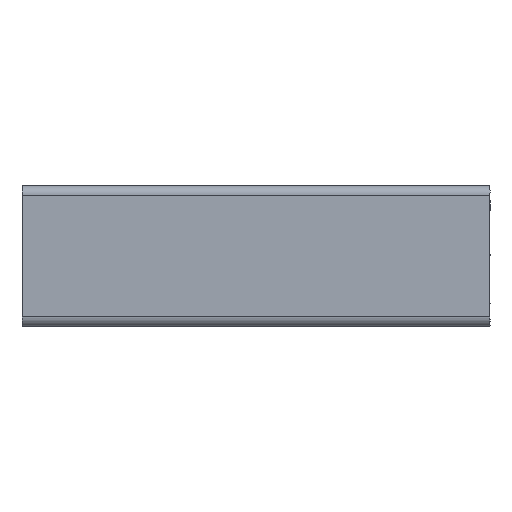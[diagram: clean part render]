
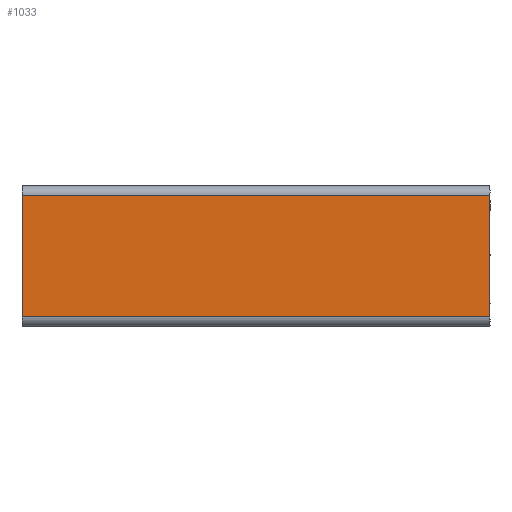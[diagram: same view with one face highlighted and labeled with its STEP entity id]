
A CAD part, front view. The second image highlights one B-rep face of the part: STEP entity #1033.
In plain terms, the highlighted free-form (B-spline) face has degree [1, 1] with [2, 2] control points.
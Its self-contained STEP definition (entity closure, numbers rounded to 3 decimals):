
#415=CARTESIAN_POINT('',(0.0,-20.0,-2.0));
#416=VERTEX_POINT('',#415);
#561=CARTESIAN_POINT('',(0.0,-20.0,-28.0));
#562=VERTEX_POINT('',#561);
#576=CARTESIAN_POINT('',(0.0,-20.0,-2.0));
#577=CARTESIAN_POINT('',(0.0,-20.0,-28.0));
#578=QUASI_UNIFORM_CURVE('',1,(#576,#577),.UNSPECIFIED.,.F.,.U.);
#579=EDGE_CURVE('',#416,#562,#578,.T.);
#591=CARTESIAN_POINT('',(100.0,-20.0,-2.0));
#592=VERTEX_POINT('',#591);
#606=CARTESIAN_POINT('',(100.0,-20.0,-28.0));
#607=VERTEX_POINT('',#606);
#608=CARTESIAN_POINT('',(100.0,-20.0,-2.0));
#609=CARTESIAN_POINT('',(100.0,-20.0,-28.0));
#610=QUASI_UNIFORM_CURVE('',1,(#608,#609),.UNSPECIFIED.,.F.,.U.);
#611=EDGE_CURVE('',#592,#607,#610,.T.);
#1010=CARTESIAN_POINT('',(100.0,-20.0,-28.0));
#1011=CARTESIAN_POINT('',(0.0,-20.0,-28.0));
#1012=QUASI_UNIFORM_CURVE('',1,(#1010,#1011),.UNSPECIFIED.,.F.,.U.);
#1013=EDGE_CURVE('',#607,#562,#1012,.T.);
#1018=CARTESIAN_POINT('',(-4.995,-20.0,-29.299));
#1019=CARTESIAN_POINT('',(-4.995,-20.0,-0.701));
#1020=CARTESIAN_POINT('',(104.995,-20.0,-29.299));
#1021=CARTESIAN_POINT('',(104.995,-20.0,-0.701));
#1022=B_SPLINE_SURFACE_WITH_KNOTS('',1,1,((#1018,#1020),(#1019,#1021)),.UNSPECIFIED.,.F.,.F.,.U.,(2,2),(2,2),(0.0,28.597),(0.0,109.99),.UNSPECIFIED.);
#1023=ORIENTED_EDGE('',*,*,#579,.T.);
#1024=ORIENTED_EDGE('',*,*,#1013,.F.);
#1025=ORIENTED_EDGE('',*,*,#611,.F.);
#1026=CARTESIAN_POINT('',(100.0,-20.0,-2.0));
#1027=CARTESIAN_POINT('',(0.0,-20.0,-2.0));
#1028=QUASI_UNIFORM_CURVE('',1,(#1026,#1027),.UNSPECIFIED.,.F.,.U.);
#1029=EDGE_CURVE('',#592,#416,#1028,.T.);
#1030=ORIENTED_EDGE('',*,*,#1029,.T.);
#1031=EDGE_LOOP('',(#1023,#1024,#1025,#1030));
#1032=FACE_OUTER_BOUND('',#1031,.T.);
#1033=ADVANCED_FACE('',(#1032),#1022,.F.);
